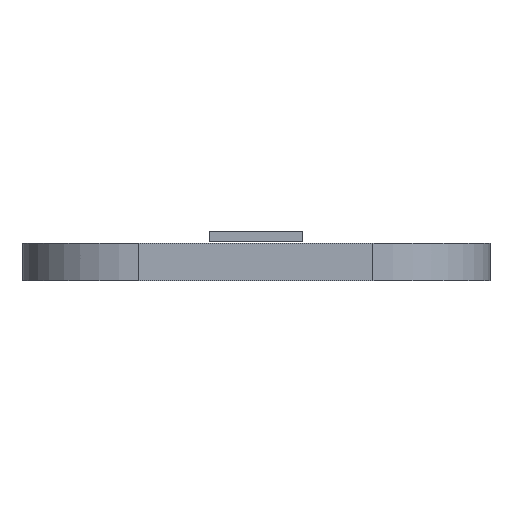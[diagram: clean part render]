
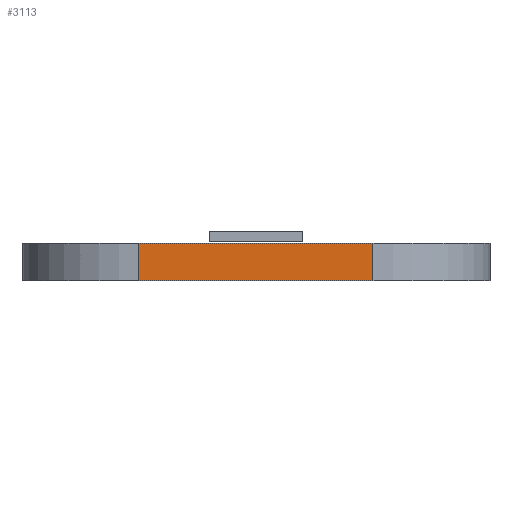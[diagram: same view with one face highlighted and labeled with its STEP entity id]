
A CAD part, front view. The second image highlights one B-rep face of the part: STEP entity #3113.
In plain terms, the highlighted planar face has unit normal (0, -1, 0).
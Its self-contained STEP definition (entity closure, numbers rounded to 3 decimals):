
#2365 = PLANE('',#2366);
#2366 = AXIS2_PLACEMENT_3D('',#2367,#2368,#2369);
#2367 = CARTESIAN_POINT('',(185.,-100.,1.6));
#2368 = DIRECTION('',(0.,0.,-1.));
#2369 = DIRECTION('',(-1.,0.,0.));
#2419 = PLANE('',#2420);
#2420 = AXIS2_PLACEMENT_3D('',#2421,#2422,#2423);
#2421 = CARTESIAN_POINT('',(185.,-100.,0.));
#2422 = DIRECTION('',(0.,0.,-1.));
#2423 = DIRECTION('',(-1.,0.,0.));
#2632 = VERTEX_POINT('',#2633);
#2633 = CARTESIAN_POINT('',(190.,-145.,0.));
#2652 = CYLINDRICAL_SURFACE('',#2653,5.);
#2653 = AXIS2_PLACEMENT_3D('',#2654,#2655,#2656);
#2654 = CARTESIAN_POINT('',(190.,-140.,0.));
#2655 = DIRECTION('',(0.,0.,-1.));
#2656 = DIRECTION('',(1.,0.,0.));
#2664 = EDGE_CURVE('',#2632,#2665,#2667,.T.);
#2665 = VERTEX_POINT('',#2666);
#2666 = CARTESIAN_POINT('',(180.,-145.,0.));
#2667 = SURFACE_CURVE('',#2668,(#2672,#2679),.PCURVE_S1.);
#2668 = LINE('',#2669,#2670);
#2669 = CARTESIAN_POINT('',(190.,-145.,0.));
#2670 = VECTOR('',#2671,1.);
#2671 = DIRECTION('',(-1.,0.,0.));
#2672 = PCURVE('',#2419,#2673);
#2673 = DEFINITIONAL_REPRESENTATION('',(#2674),#2678);
#2674 = LINE('',#2675,#2676);
#2675 = CARTESIAN_POINT('',(-5.,-45.));
#2676 = VECTOR('',#2677,1.);
#2677 = DIRECTION('',(1.,0.));
#2678 = ( GEOMETRIC_REPRESENTATION_CONTEXT(2) 
PARAMETRIC_REPRESENTATION_CONTEXT() REPRESENTATION_CONTEXT('2D SPACE',''
  ) );
#2679 = PCURVE('',#2680,#2685);
#2680 = PLANE('',#2681);
#2681 = AXIS2_PLACEMENT_3D('',#2682,#2683,#2684);
#2682 = CARTESIAN_POINT('',(190.,-145.,0.));
#2683 = DIRECTION('',(0.,-1.,0.));
#2684 = DIRECTION('',(-1.,0.,0.));
#2685 = DEFINITIONAL_REPRESENTATION('',(#2686),#2690);
#2686 = LINE('',#2687,#2688);
#2687 = CARTESIAN_POINT('',(0.,0.));
#2688 = VECTOR('',#2689,1.);
#2689 = DIRECTION('',(1.,0.));
#2690 = ( GEOMETRIC_REPRESENTATION_CONTEXT(2) 
PARAMETRIC_REPRESENTATION_CONTEXT() REPRESENTATION_CONTEXT('2D SPACE',''
  ) );
#2713 = CYLINDRICAL_SURFACE('',#2714,5.);
#2714 = AXIS2_PLACEMENT_3D('',#2715,#2716,#2717);
#2715 = CARTESIAN_POINT('',(180.,-140.,0.));
#2716 = DIRECTION('',(0.,0.,-1.));
#2717 = DIRECTION('',(1.,0.,0.));
#2846 = VERTEX_POINT('',#2847);
#2847 = CARTESIAN_POINT('',(190.,-145.,1.6));
#2873 = EDGE_CURVE('',#2846,#2874,#2876,.T.);
#2874 = VERTEX_POINT('',#2875);
#2875 = CARTESIAN_POINT('',(180.,-145.,1.6));
#2876 = SURFACE_CURVE('',#2877,(#2881,#2888),.PCURVE_S1.);
#2877 = LINE('',#2878,#2879);
#2878 = CARTESIAN_POINT('',(190.,-145.,1.6));
#2879 = VECTOR('',#2880,1.);
#2880 = DIRECTION('',(-1.,0.,0.));
#2881 = PCURVE('',#2365,#2882);
#2882 = DEFINITIONAL_REPRESENTATION('',(#2883),#2887);
#2883 = LINE('',#2884,#2885);
#2884 = CARTESIAN_POINT('',(-5.,-45.));
#2885 = VECTOR('',#2886,1.);
#2886 = DIRECTION('',(1.,0.));
#2887 = ( GEOMETRIC_REPRESENTATION_CONTEXT(2) 
PARAMETRIC_REPRESENTATION_CONTEXT() REPRESENTATION_CONTEXT('2D SPACE',''
  ) );
#2888 = PCURVE('',#2680,#2889);
#2889 = DEFINITIONAL_REPRESENTATION('',(#2890),#2894);
#2890 = LINE('',#2891,#2892);
#2891 = CARTESIAN_POINT('',(0.,-1.6));
#2892 = VECTOR('',#2893,1.);
#2893 = DIRECTION('',(1.,0.));
#2894 = ( GEOMETRIC_REPRESENTATION_CONTEXT(2) 
PARAMETRIC_REPRESENTATION_CONTEXT() REPRESENTATION_CONTEXT('2D SPACE',''
  ) );
#3065 = EDGE_CURVE('',#2665,#2874,#3066,.T.);
#3066 = SURFACE_CURVE('',#3067,(#3071,#3078),.PCURVE_S1.);
#3067 = LINE('',#3068,#3069);
#3068 = CARTESIAN_POINT('',(180.,-145.,0.));
#3069 = VECTOR('',#3070,1.);
#3070 = DIRECTION('',(0.,0.,1.));
#3071 = PCURVE('',#2713,#3072);
#3072 = DEFINITIONAL_REPRESENTATION('',(#3073),#3077);
#3073 = LINE('',#3074,#3075);
#3074 = CARTESIAN_POINT('',(-4.712,0.));
#3075 = VECTOR('',#3076,1.);
#3076 = DIRECTION('',(0.,-1.));
#3077 = ( GEOMETRIC_REPRESENTATION_CONTEXT(2) 
PARAMETRIC_REPRESENTATION_CONTEXT() REPRESENTATION_CONTEXT('2D SPACE',''
  ) );
#3078 = PCURVE('',#2680,#3079);
#3079 = DEFINITIONAL_REPRESENTATION('',(#3080),#3084);
#3080 = LINE('',#3081,#3082);
#3081 = CARTESIAN_POINT('',(10.,0.));
#3082 = VECTOR('',#3083,1.);
#3083 = DIRECTION('',(0.,-1.));
#3084 = ( GEOMETRIC_REPRESENTATION_CONTEXT(2) 
PARAMETRIC_REPRESENTATION_CONTEXT() REPRESENTATION_CONTEXT('2D SPACE',''
  ) );
#3090 = EDGE_CURVE('',#2632,#2846,#3091,.T.);
#3091 = SURFACE_CURVE('',#3092,(#3096,#3103),.PCURVE_S1.);
#3092 = LINE('',#3093,#3094);
#3093 = CARTESIAN_POINT('',(190.,-145.,0.));
#3094 = VECTOR('',#3095,1.);
#3095 = DIRECTION('',(0.,0.,1.));
#3096 = PCURVE('',#2652,#3097);
#3097 = DEFINITIONAL_REPRESENTATION('',(#3098),#3102);
#3098 = LINE('',#3099,#3100);
#3099 = CARTESIAN_POINT('',(-4.712,0.));
#3100 = VECTOR('',#3101,1.);
#3101 = DIRECTION('',(0.,-1.));
#3102 = ( GEOMETRIC_REPRESENTATION_CONTEXT(2) 
PARAMETRIC_REPRESENTATION_CONTEXT() REPRESENTATION_CONTEXT('2D SPACE',''
  ) );
#3103 = PCURVE('',#2680,#3104);
#3104 = DEFINITIONAL_REPRESENTATION('',(#3105),#3109);
#3105 = LINE('',#3106,#3107);
#3106 = CARTESIAN_POINT('',(0.,0.));
#3107 = VECTOR('',#3108,1.);
#3108 = DIRECTION('',(0.,-1.));
#3109 = ( GEOMETRIC_REPRESENTATION_CONTEXT(2) 
PARAMETRIC_REPRESENTATION_CONTEXT() REPRESENTATION_CONTEXT('2D SPACE',''
  ) );
#3113 = ADVANCED_FACE('',(#3114),#2680,.T.);
#3114 = FACE_BOUND('',#3115,.T.);
#3115 = EDGE_LOOP('',(#3116,#3117,#3118,#3119));
#3116 = ORIENTED_EDGE('',*,*,#3090,.T.);
#3117 = ORIENTED_EDGE('',*,*,#2873,.T.);
#3118 = ORIENTED_EDGE('',*,*,#3065,.F.);
#3119 = ORIENTED_EDGE('',*,*,#2664,.F.);
